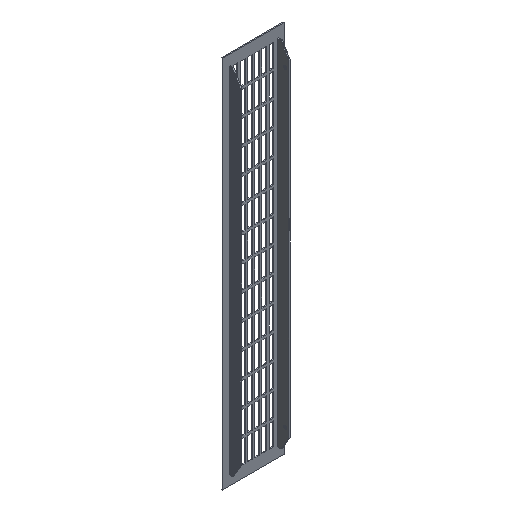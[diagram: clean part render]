
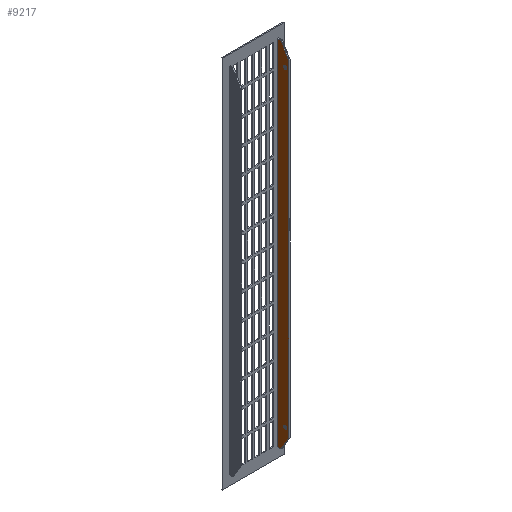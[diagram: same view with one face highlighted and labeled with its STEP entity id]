
A CAD part, isometric view. The second image highlights one B-rep face of the part: STEP entity #9217.
In plain terms, the highlighted planar face has unit normal (-1, 0, 0).
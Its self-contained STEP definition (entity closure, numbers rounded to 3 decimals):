
#101=FACE_BOUND('',#1236,.T.);
#102=FACE_BOUND('',#1237,.T.);
#265=PLANE('',#9726);
#707=FACE_OUTER_BOUND('',#1235,.T.);
#1235=EDGE_LOOP('',(#7334,#7335,#7336,#7337,#7338,#7339));
#1236=EDGE_LOOP('',(#7340));
#1237=EDGE_LOOP('',(#7341));
#2222=LINE('',#13506,#3500);
#2235=LINE('',#13532,#3513);
#2257=LINE('',#13574,#3535);
#2258=LINE('',#13577,#3536);
#2259=LINE('',#13578,#3537);
#2260=LINE('',#13579,#3538);
#3500=VECTOR('',#10875,10.);
#3513=VECTOR('',#10890,10.);
#3535=VECTOR('',#10914,10.);
#3536=VECTOR('',#10917,10.);
#3537=VECTOR('',#10918,10.);
#3538=VECTOR('',#10919,10.);
#4269=CIRCLE('',#9686,2.);
#4276=CIRCLE('',#9702,2.);
#4742=VERTEX_POINT('',#13367);
#4765=VERTEX_POINT('',#13432);
#4785=VERTEX_POINT('',#13504);
#4786=VERTEX_POINT('',#13505);
#4797=VERTEX_POINT('',#13530);
#4798=VERTEX_POINT('',#13531);
#4817=VERTEX_POINT('',#13572);
#4818=VERTEX_POINT('',#13576);
#5677=EDGE_CURVE('',#4742,#4742,#4269,.T.);
#5710=EDGE_CURVE('',#4765,#4765,#4276,.T.);
#5746=EDGE_CURVE('',#4785,#4786,#2222,.T.);
#5759=EDGE_CURVE('',#4797,#4798,#2235,.T.);
#5781=EDGE_CURVE('',#4817,#4786,#2257,.T.);
#5782=EDGE_CURVE('',#4818,#4817,#2258,.T.);
#5783=EDGE_CURVE('',#4818,#4797,#2259,.T.);
#5784=EDGE_CURVE('',#4785,#4798,#2260,.T.);
#7334=ORIENTED_EDGE('',*,*,#5746,.T.);
#7335=ORIENTED_EDGE('',*,*,#5781,.F.);
#7336=ORIENTED_EDGE('',*,*,#5782,.F.);
#7337=ORIENTED_EDGE('',*,*,#5783,.T.);
#7338=ORIENTED_EDGE('',*,*,#5759,.T.);
#7339=ORIENTED_EDGE('',*,*,#5784,.F.);
#7340=ORIENTED_EDGE('',*,*,#5677,.T.);
#7341=ORIENTED_EDGE('',*,*,#5710,.T.);
#9217=ADVANCED_FACE('',(#707,#101,#102),#265,.T.);
#9686=AXIS2_PLACEMENT_3D('',#13369,#10744,#10745);
#9702=AXIS2_PLACEMENT_3D('',#13434,#10802,#10803);
#9726=AXIS2_PLACEMENT_3D('',#13575,#10915,#10916);
#10744=DIRECTION('center_axis',(1.,0.,0.));
#10745=DIRECTION('ref_axis',(0.,0.,1.));
#10802=DIRECTION('center_axis',(1.,0.,0.));
#10803=DIRECTION('ref_axis',(0.,0.,-1.));
#10875=DIRECTION('',(0.,0.507,0.862));
#10890=DIRECTION('',(0.,-0.507,0.862));
#10914=DIRECTION('',(0.,-1.,0.));
#10915=DIRECTION('center_axis',(-1.,0.,0.));
#10916=DIRECTION('ref_axis',(0.,0.,-1.));
#10917=DIRECTION('',(0.,0.,1.));
#10918=DIRECTION('',(0.,-1.,0.));
#10919=DIRECTION('',(0.,0.,-1.));
#13367=CARTESIAN_POINT('',(-9.8,-10.5,-442.));
#13369=CARTESIAN_POINT('Origin',(-9.8,-10.5,-440.));
#13432=CARTESIAN_POINT('',(-9.8,-10.5,-38.));
#13434=CARTESIAN_POINT('Origin',(-9.8,-10.5,-40.));
#13504=CARTESIAN_POINT('',(-9.8,-15.,-30.));
#13505=CARTESIAN_POINT('',(-9.8,-5.,-13.));
#13506=CARTESIAN_POINT('',(-9.8,-4.357,-11.907));
#13530=CARTESIAN_POINT('',(-9.8,-5.,-467.));
#13531=CARTESIAN_POINT('',(-9.8,-15.,-450.));
#13532=CARTESIAN_POINT('',(-9.8,-108.56,-290.947));
#13572=CARTESIAN_POINT('',(-9.8,0.,-13.));
#13574=CARTESIAN_POINT('',(-9.8,0.,-13.));
#13575=CARTESIAN_POINT('Origin',(-9.8,0.,-13.));
#13576=CARTESIAN_POINT('',(-9.8,0.,-467.));
#13577=CARTESIAN_POINT('',(-9.8,0.,-126.5));
#13578=CARTESIAN_POINT('',(-9.8,0.,-467.));
#13579=CARTESIAN_POINT('',(-9.8,-15.,-13.));
